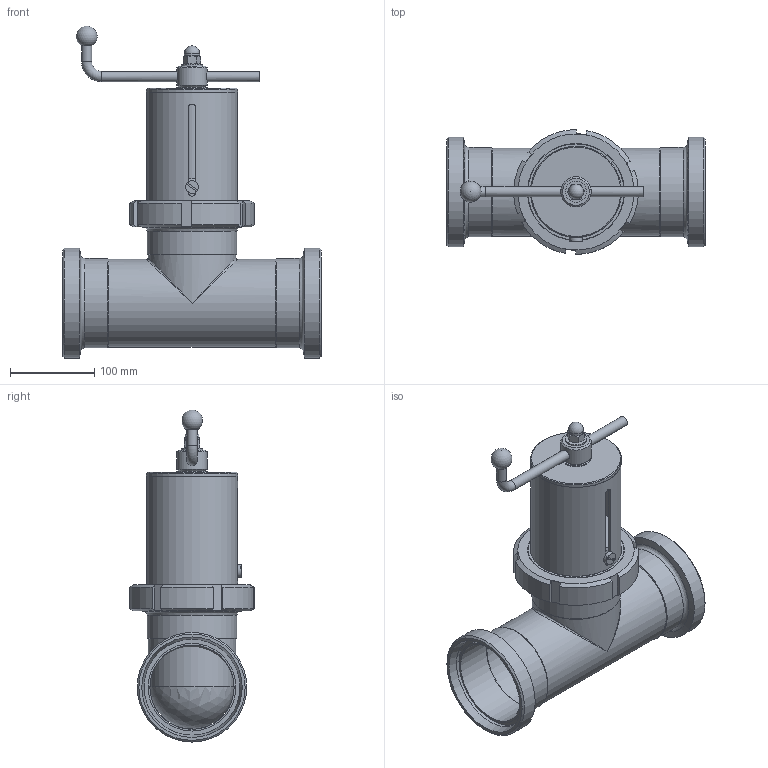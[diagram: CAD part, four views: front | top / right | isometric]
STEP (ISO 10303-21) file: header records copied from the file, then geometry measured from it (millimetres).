
FILE_DESCRIPTION((''),'2;1');
FILE_NAME('65200100X201.stp','2010-09-10T09:30:10',('Creator'),(''),'Autodesk Inventor 2010','Autodesk Inventor 2010','');
FILE_SCHEMA(('AUTOMOTIVE_DESIGN { 1 0 10303 214 1 1 1 1 }'));
Length unit declared in the file: millimetre
Products named in the file (1): 65200100X201
Bounding box: 306.85 x 148 x 393.72 mm (x, y, z)
Surface area: 623825.7 mm2 (no closed solid volume)
Topology: 0 solids, 19 shells, 230 faces, 475 edges, 292 vertices
Faces by surface type: plane 102, cylinder 72, cone 45, bspline 7, sphere 3, torus 1
Full cylindrical faces by diameter (mm): 4.917 x2, 6 x1, 8 x1, 10.376 x1, 12 x4, 13 x1, 15 x1, 18 x1, 20 x2, 24.9 x1, 25 x2, 28 x1, 30 x2, 36 x2, 40 x4, 50 x2, 94.4 x2, 94.6 x1, 99.5 x2, 99.8 x1, 100 x8, 104 x5, 106 x3, 108 x3, 108.3 x1, 113.8 x3, 114 x1, 115 x1, 124.29 x1, 130 x3
Entity records: 7052 total; most frequent: CARTESIAN_POINT 2703, DIRECTION 892, ORIENTED_EDGE 692, AXIS2_PLACEMENT_3D 405, EDGE_LOOP 386, EDGE_CURVE 346, VERTEX_POINT 274, FACE_OUTER_BOUND 230
